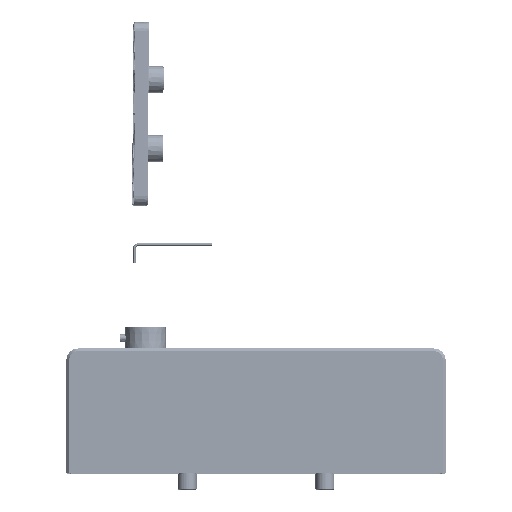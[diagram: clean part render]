
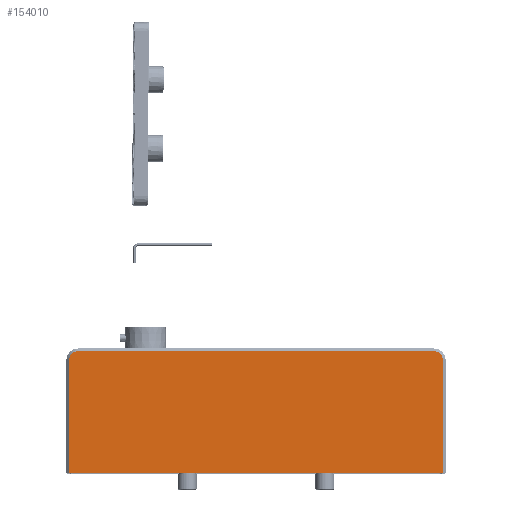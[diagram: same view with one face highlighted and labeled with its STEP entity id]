
A CAD part, top view. The second image highlights one B-rep face of the part: STEP entity #154010.
In plain terms, the highlighted face is planar.
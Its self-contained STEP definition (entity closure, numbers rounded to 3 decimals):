
#153561=DIRECTION('',(1.,0.,0.));
#153562=VECTOR('',#153561,407.5);
#153563=CARTESIAN_POINT('',(-203.75,4.,0.));
#153564=LINE('',#153563,#153562);
#153668=DIRECTION('',(0.,0.,-1.));
#153669=VECTOR('',#153668,123.2);
#153670=CARTESIAN_POINT('',(203.75,4.,0.));
#153671=LINE('',#153670,#153669);
#153675=CARTESIAN_POINT('',(-193.95,4.,-123.2));
#153676=DIRECTION('',(0.,-1.,0.));
#153677=DIRECTION('',(-1.,0.,0.));
#153678=AXIS2_PLACEMENT_3D('',#153675,#153676,#153677);
#153683=CARTESIAN_POINT('',(193.95,4.,-123.2));
#153684=DIRECTION('',(0.,-1.,0.));
#153685=DIRECTION('',(0.,0.,-1.));
#153686=AXIS2_PLACEMENT_3D('',#153683,#153684,#153685);
#153691=DIRECTION('',(0.,0.,1.));
#153692=VECTOR('',#153691,123.2);
#153693=CARTESIAN_POINT('',(-203.75,4.,-123.2));
#153694=LINE('',#153693,#153692);
#153740=DIRECTION('',(-1.,0.,0.));
#153741=VECTOR('',#153740,387.9);
#153742=CARTESIAN_POINT('',(193.95,4.,-133.));
#153743=LINE('',#153742,#153741);
#153811=CARTESIAN_POINT('',(-203.75,4.,0.));
#153812=VERTEX_POINT('',#153811);
#153813=CARTESIAN_POINT('',(203.75,4.,0.));
#153814=VERTEX_POINT('',#153813);
#153827=CARTESIAN_POINT('',(203.75,4.,-123.2));
#153828=VERTEX_POINT('',#153827);
#153829=CARTESIAN_POINT('',(-203.75,4.,-123.2));
#153830=VERTEX_POINT('',#153829);
#153831=CARTESIAN_POINT('',(-193.95,4.,-133.));
#153832=VERTEX_POINT('',#153831);
#153833=CARTESIAN_POINT('',(193.95,4.,-133.));
#153834=VERTEX_POINT('',#153833);
#153993=CARTESIAN_POINT('',(0.,4.,0.));
#153994=DIRECTION('',(0.,1.,0.));
#153995=DIRECTION('',(1.,0.,0.));
#153996=AXIS2_PLACEMENT_3D('',#153993,#153994,#153995);
#153997=PLANE('',#153996);
#153999=ORIENTED_EDGE('',*,*,#153998,.F.);
#154001=ORIENTED_EDGE('',*,*,#154000,.T.);
#154003=ORIENTED_EDGE('',*,*,#154002,.F.);
#154005=ORIENTED_EDGE('',*,*,#154004,.T.);
#154006=ORIENTED_EDGE('',*,*,#153985,.F.);
#154007=ORIENTED_EDGE('',*,*,#153887,.F.);
#154008=EDGE_LOOP('',(#153999,#154001,#154003,#154005,#154006,#154007));
#154009=FACE_OUTER_BOUND('',#154008,.F.);
#154010=ADVANCED_FACE('',(#154009),#153997,.T.);
#153679=CIRCLE('',#153678,9.8);
#153687=CIRCLE('',#153686,9.8);
#153887=EDGE_CURVE('',#153812,#153814,#153564,.T.);
#153985=EDGE_CURVE('',#153814,#153828,#153671,.T.);
#153998=EDGE_CURVE('',#153830,#153812,#153694,.T.);
#154000=EDGE_CURVE('',#153830,#153832,#153679,.T.);
#154002=EDGE_CURVE('',#153834,#153832,#153743,.T.);
#154004=EDGE_CURVE('',#153834,#153828,#153687,.T.);
